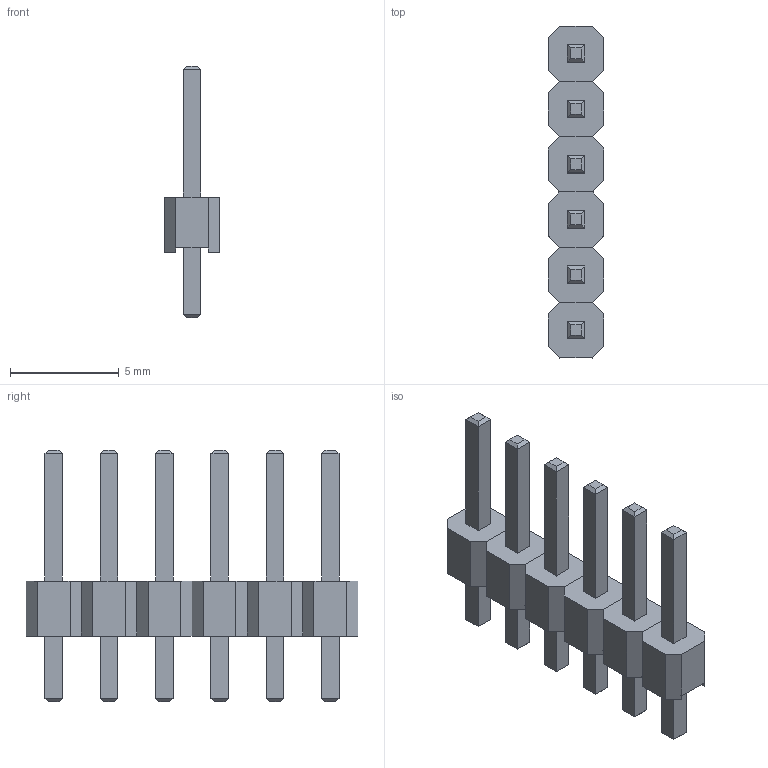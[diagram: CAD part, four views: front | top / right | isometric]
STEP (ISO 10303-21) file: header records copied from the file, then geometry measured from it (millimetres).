
FILE_DESCRIPTION(('FreeCAD Model'),'2;1');
FILE_NAME( '1x06.stp', '2014-10-21T22:22:50',('FreeCAD'),('FreeCAD'), 'Open CASCADE STEP processor 6.6','FreeCAD','Unknown');
FILE_SCHEMA(('AUTOMOTIVE_DESIGN_CC2 { 1 2 10303 214 -1 1 5 4 }'));
Length unit declared in the file: millimetre
Products named in the file (2): Array; Array001
Bounding box: 2.54 x 15.24 x 11.54 mm (x, y, z)
Volume: 120.5 mm3; surface area: 472.4 mm2
Topology: 12 solids, 12 shells, 192 faces, 432 edges, 264 vertices
Faces by surface type: plane 192
Entity records: 10830 total; most frequent: CARTESIAN_POINT 1813, DIRECTION 1622, LINE 1236, VECTOR 1236, ORIENTED_EDGE 864, PCURVE 864, DEFINITIONAL_REPRESENTATION 864, EDGE_CURVE 432
